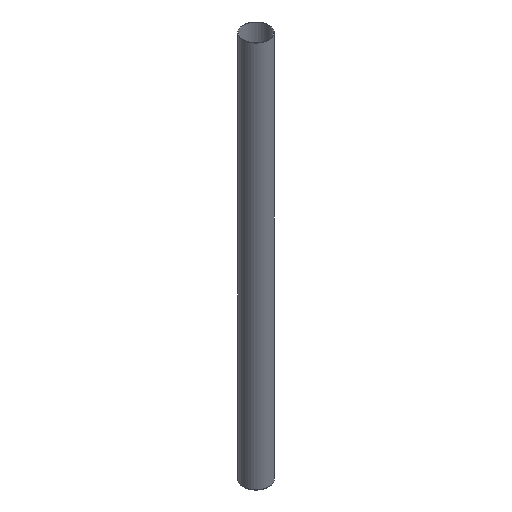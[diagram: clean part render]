
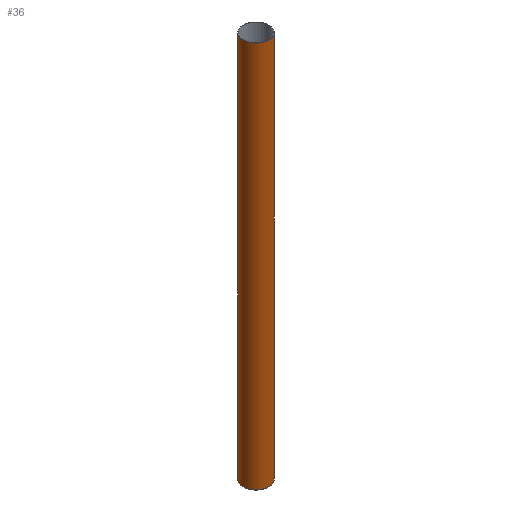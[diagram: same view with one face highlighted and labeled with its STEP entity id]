
A CAD part, isometric view. The second image highlights one B-rep face of the part: STEP entity #36.
In plain terms, the highlighted cylindrical face has radius 51.054 mm (diameter 102.108 mm), a full revolution.
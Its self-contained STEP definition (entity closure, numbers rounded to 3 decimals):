
#36=ADVANCED_FACE('',(#42,#43),#40,.T.);
#40=CYLINDRICAL_SURFACE('',#81,51.054);
#42=FACE_BOUND('',#50,.T.);
#43=FACE_BOUND('',#51,.T.);
#50=EDGE_LOOP('',(#58));
#51=EDGE_LOOP('',(#59));
#58=ORIENTED_EDGE('',*,*,#70,.F.);
#59=ORIENTED_EDGE('',*,*,#71,.T.);
#66=VERTEX_POINT('',#107);
#67=VERTEX_POINT('',#109);
#70=EDGE_CURVE('',#66,#66,#74,.T.);
#71=EDGE_CURVE('',#67,#67,#75,.T.);
#74=CIRCLE('',#79,51.054);
#75=CIRCLE('',#80,51.054);
#79=AXIS2_PLACEMENT_3D('',#106,#89,#90);
#80=AXIS2_PLACEMENT_3D('',#108,#91,#92);
#81=AXIS2_PLACEMENT_3D('',#110,#93,#94);
#89=DIRECTION('',(0.,0.,1.));
#90=DIRECTION('',(1.,0.,0.));
#91=DIRECTION('',(0.,0.,1.));
#92=DIRECTION('',(1.,0.,0.));
#93=DIRECTION('',(0.,0.,-1.));
#94=DIRECTION('',(-1.,0.,0.));
#106=CARTESIAN_POINT('',(0.,0.,1524.));
#107=CARTESIAN_POINT('',(51.054,0.,1524.));
#108=CARTESIAN_POINT('',(0.,0.,0.));
#109=CARTESIAN_POINT('',(51.054,0.,0.));
#110=CARTESIAN_POINT('',(0.,0.,1524.));
